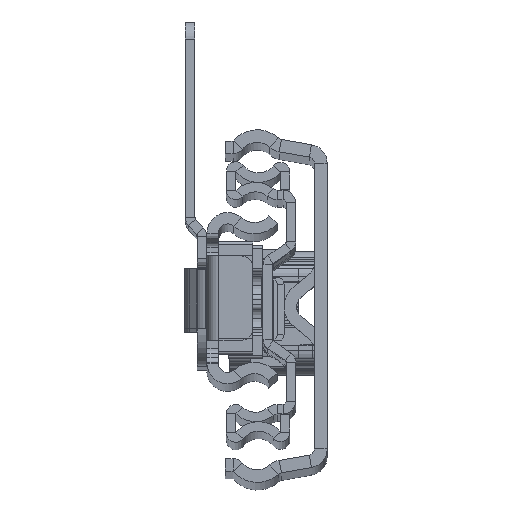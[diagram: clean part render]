
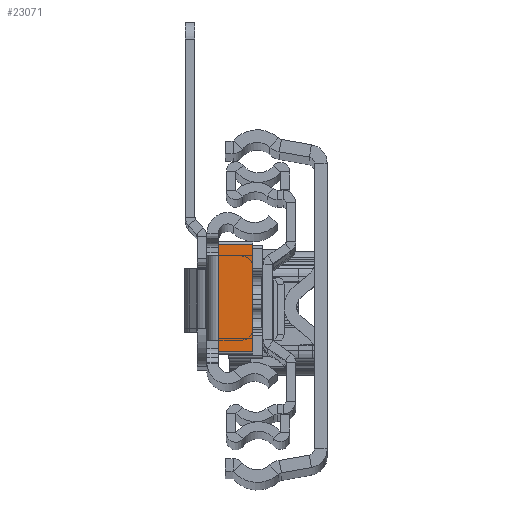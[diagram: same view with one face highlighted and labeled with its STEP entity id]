
A CAD part, top view. The second image highlights one B-rep face of the part: STEP entity #23071.
In plain terms, the highlighted planar face has unit normal (0, 0, 1).
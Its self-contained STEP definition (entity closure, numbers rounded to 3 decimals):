
#1395 = LINE ( 'NONE', #10618, #6871 ) ;
#1929 = EDGE_LOOP ( 'NONE', ( #27965, #30039, #18985, #21998 ) ) ;
#3471 = CARTESIAN_POINT ( 'NONE',  ( 0., 11114.482, 0. ) ) ;
#3509 = EDGE_CURVE ( 'NONE', #19373, #20689, #1395, .T. ) ;
#4075 = DIRECTION ( 'NONE',  ( 0., 0., 1. ) ) ;
#5195 = CARTESIAN_POINT ( 'NONE',  ( 5.5, 11114.482, 0. ) ) ;
#5933 = EDGE_CURVE ( 'NONE', #7893, #13409, #7934, .T. ) ;
#6871 = VECTOR ( 'NONE', #10757, 1000. ) ;
#7769 = DIRECTION ( 'NONE',  ( 1., 0., 0. ) ) ;
#7893 = VERTEX_POINT ( 'NONE', #27431 ) ;
#7934 = LINE ( 'NONE', #28935, #19666 ) ;
#8554 = DIRECTION ( 'NONE',  ( 1., 0., 0. ) ) ;
#10618 = CARTESIAN_POINT ( 'NONE',  ( 0., 8.5, 0. ) ) ;
#10757 = DIRECTION ( 'NONE',  ( -1., 0., 0. ) ) ;
#11171 = CARTESIAN_POINT ( 'NONE',  ( 5.5, 8.5, 0. ) ) ;
#13342 = DIRECTION ( 'NONE',  ( 0., -1., 0. ) ) ;
#13409 = VERTEX_POINT ( 'NONE', #18855 ) ;
#14545 = DIRECTION ( 'NONE',  ( 0., 1., 0. ) ) ;
#16825 = LINE ( 'NONE', #5195, #25701 ) ;
#18460 = EDGE_CURVE ( 'NONE', #13409, #19373, #16825, .T. ) ;
#18855 = CARTESIAN_POINT ( 'NONE',  ( 5.5, -8.5, 0. ) ) ;
#18985 = ORIENTED_EDGE ( 'NONE', *, *, #18460, .T. ) ;
#19373 = VERTEX_POINT ( 'NONE', #11171 ) ;
#19666 = VECTOR ( 'NONE', #7769, 1000. ) ;
#19743 = FACE_OUTER_BOUND ( 'NONE', #1929, .T. ) ;
#20689 = VERTEX_POINT ( 'NONE', #25003 ) ;
#21998 = ORIENTED_EDGE ( 'NONE', *, *, #3509, .T. ) ;
#22242 = CARTESIAN_POINT ( 'NONE',  ( 0., 11114.482, 0. ) ) ;
#22390 = LINE ( 'NONE', #22242, #29763 ) ;
#23071 = ADVANCED_FACE ( 'NONE', ( #19743 ), #25111, .T. ) ;
#25003 = CARTESIAN_POINT ( 'NONE',  ( 0., 8.5, 0. ) ) ;
#25111 = PLANE ( 'NONE',  #28506 ) ;
#25701 = VECTOR ( 'NONE', #14545, 1000. ) ;
#27431 = CARTESIAN_POINT ( 'NONE',  ( 0., -8.5, 0. ) ) ;
#27965 = ORIENTED_EDGE ( 'NONE', *, *, #29992, .T. ) ;
#28506 = AXIS2_PLACEMENT_3D ( 'NONE', #3471, #4075, #8554 ) ;
#28935 = CARTESIAN_POINT ( 'NONE',  ( 0., -8.5, 0. ) ) ;
#29763 = VECTOR ( 'NONE', #13342, 1000. ) ;
#29992 = EDGE_CURVE ( 'NONE', #20689, #7893, #22390, .T. ) ;
#30039 = ORIENTED_EDGE ( 'NONE', *, *, #5933, .T. ) ;
